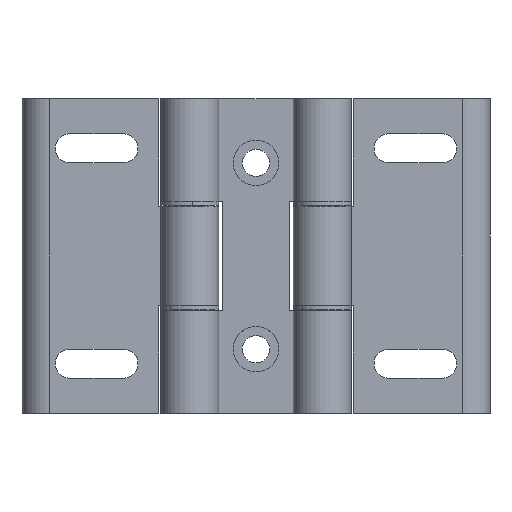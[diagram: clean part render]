
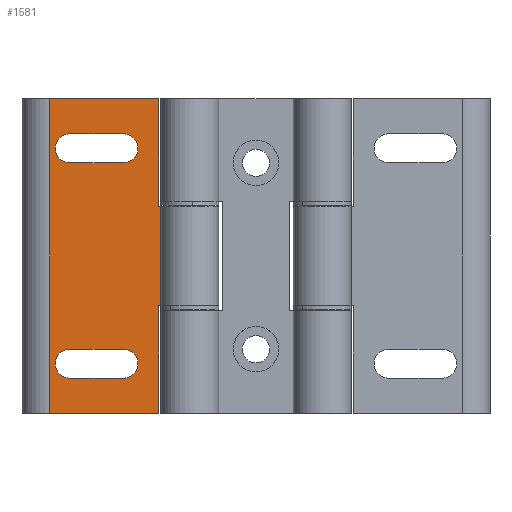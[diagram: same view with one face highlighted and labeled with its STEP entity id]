
A CAD part, top view. The second image highlights one B-rep face of the part: STEP entity #1581.
In plain terms, the highlighted planar face has unit normal (0, 0, 1).
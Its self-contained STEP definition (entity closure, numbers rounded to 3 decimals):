
#1501 = VERTEX_POINT ( 'NONE', #2380 ) ;
#1502 = ORIENTED_EDGE ( 'NONE', *, *, #1606, .T. ) ;
#1507 = VERTEX_POINT ( 'NONE', #2395 ) ;
#1520 = EDGE_CURVE ( 'NONE', #1507, #1570, #1889, .T. ) ;
#1522 = VERTEX_POINT ( 'NONE', #2378 ) ;
#1528 = VERTEX_POINT ( 'NONE', #2398 ) ;
#1533 = VERTEX_POINT ( 'NONE', #2458 ) ;
#1534 = EDGE_LOOP ( 'NONE', ( #1563, #1597, #1502, #1600, #1586, #1598, #1589, #1587 ) ) ;
#1546 = VERTEX_POINT ( 'NONE', #2459 ) ;
#1552 = VERTEX_POINT ( 'NONE', #2462 ) ;
#1555 = VERTEX_POINT ( 'NONE', #2457 ) ;
#1556 = EDGE_CURVE ( 'NONE', #1555, #1567, #2428, .T. ) ;
#1557 = ORIENTED_EDGE ( 'NONE', *, *, #1568, .F. ) ;
#1558 = EDGE_CURVE ( 'NONE', #1560, #1580, #2426, .T. ) ;
#1559 = EDGE_CURVE ( 'NONE', #1552, #1560, #2438, .T. ) ;
#1560 = VERTEX_POINT ( 'NONE', #2447 ) ;
#1561 = ORIENTED_EDGE ( 'NONE', *, *, #1624, .F. ) ;
#1562 = VERTEX_POINT ( 'NONE', #2452 ) ;
#1563 = ORIENTED_EDGE ( 'NONE', *, *, #1590, .T. ) ;
#1564 = EDGE_CURVE ( 'NONE', #1562, #1555, #2435, .T. ) ;
#1565 = ORIENTED_EDGE ( 'NONE', *, *, #1566, .F. ) ;
#1566 = EDGE_CURVE ( 'NONE', #1616, #1562, #2420, .T. ) ;
#1567 = VERTEX_POINT ( 'NONE', #2439 ) ;
#1568 = EDGE_CURVE ( 'NONE', #1567, #1618, #2320, .T. ) ;
#1569 = ORIENTED_EDGE ( 'NONE', *, *, #1564, .F. ) ;
#1570 = VERTEX_POINT ( 'NONE', #2434 ) ;
#1572 = EDGE_LOOP ( 'NONE', ( #1573, #1622, #1623, #1625, #1561 ) ) ;
#1573 = ORIENTED_EDGE ( 'NONE', *, *, #1575, .F. ) ;
#1575 = EDGE_CURVE ( 'NONE', #1580, #1522, #2411, .T. ) ;
#1576 = EDGE_CURVE ( 'NONE', #1579, #1533, #2346, .T. ) ;
#1579 = VERTEX_POINT ( 'NONE', #2485 ) ;
#1580 = VERTEX_POINT ( 'NONE', #2494 ) ;
#1581 = ADVANCED_FACE ( 'NONE', ( #2481, #2497, #2500 ), #2495, .F. ) ;
#1586 = ORIENTED_EDGE ( 'NONE', *, *, #1520, .F. ) ;
#1587 = ORIENTED_EDGE ( 'NONE', *, *, #1576, .T. ) ;
#1588 = EDGE_CURVE ( 'NONE', #1501, #1579, #2490, .T. ) ;
#1589 = ORIENTED_EDGE ( 'NONE', *, *, #1588, .T. ) ;
#1590 = EDGE_CURVE ( 'NONE', #1533, #1599, #2538, .T. ) ;
#1593 = EDGE_CURVE ( 'NONE', #1599, #1603, #2501, .T. ) ;
#1594 = EDGE_CURVE ( 'NONE', #1570, #1528, #2521, .T. ) ;
#1596 = EDGE_CURVE ( 'NONE', #1507, #1501, #2533, .T. ) ;
#1597 = ORIENTED_EDGE ( 'NONE', *, *, #1593, .T. ) ;
#1598 = ORIENTED_EDGE ( 'NONE', *, *, #1596, .T. ) ;
#1599 = VERTEX_POINT ( 'NONE', #2539 ) ;
#1600 = ORIENTED_EDGE ( 'NONE', *, *, #1594, .F. ) ;
#1603 = VERTEX_POINT ( 'NONE', #2530 ) ;
#1605 = ORIENTED_EDGE ( 'NONE', *, *, #1556, .F. ) ;
#1606 = EDGE_CURVE ( 'NONE', #1603, #1528, #2534, .T. ) ;
#1616 = VERTEX_POINT ( 'NONE', #2590 ) ;
#1617 = EDGE_CURVE ( 'NONE', #1618, #1616, #2548, .T. ) ;
#1618 = VERTEX_POINT ( 'NONE', #2547 ) ;
#1619 = EDGE_CURVE ( 'NONE', #1546, #1552, #2546, .T. ) ;
#1620 = EDGE_LOOP ( 'NONE', ( #1605, #1569, #1565, #1621, #1557 ) ) ;
#1621 = ORIENTED_EDGE ( 'NONE', *, *, #1617, .F. ) ;
#1622 = ORIENTED_EDGE ( 'NONE', *, *, #1558, .F. ) ;
#1623 = ORIENTED_EDGE ( 'NONE', *, *, #1559, .F. ) ;
#1624 = EDGE_CURVE ( 'NONE', #1522, #1546, #2602, .T. ) ;
#1625 = ORIENTED_EDGE ( 'NONE', *, *, #1619, .F. ) ;
#1888 = CARTESIAN_POINT ( 'NONE',  ( 33.8, 76., -0.3 ) ) ;
#1889 = LINE ( 'NONE', #1888, #2264 ) ;
#2263 = DIRECTION ( 'NONE',  ( 1., 0., 0. ) ) ;
#2264 = VECTOR ( 'NONE', #2263, 1000. ) ;
#2307 = DIRECTION ( 'NONE',  ( 0., 0., 1. ) ) ;
#2308 = VECTOR ( 'NONE', #2312, 1000. ) ;
#2309 = DIRECTION ( 'NONE',  ( -1., 0., 0. ) ) ;
#2311 = CARTESIAN_POINT ( 'NONE',  ( 16., 8.5, -0.3 ) ) ;
#2312 = DIRECTION ( 'NONE',  ( -1., 0., 0. ) ) ;
#2315 = DIRECTION ( 'NONE',  ( -1., 0., 0. ) ) ;
#2316 = DIRECTION ( 'NONE',  ( 0., 0., 1. ) ) ;
#2320 = CIRCLE ( 'NONE', #2329, 3.5 ) ;
#2329 = AXIS2_PLACEMENT_3D ( 'NONE', #2331, #2316, #2315 ) ;
#2331 = CARTESIAN_POINT ( 'NONE',  ( 29., 64., -0.3 ) ) ;
#2334 = VECTOR ( 'NONE', #2335, 1000. ) ;
#2335 = DIRECTION ( 'NONE',  ( 1., 0., 0. ) ) ;
#2345 = CARTESIAN_POINT ( 'NONE',  ( 6.994, 76., -0.3 ) ) ;
#2346 = LINE ( 'NONE', #2345, #2412 ) ;
#2369 = DIRECTION ( 'NONE',  ( 0., -1., 0. ) ) ;
#2378 = CARTESIAN_POINT ( 'NONE',  ( 29., 8.5, -0.3 ) ) ;
#2380 = CARTESIAN_POINT ( 'NONE',  ( 7.5, 50., -0.3 ) ) ;
#2395 = CARTESIAN_POINT ( 'NONE',  ( 7.5, 76., -0.3 ) ) ;
#2398 = CARTESIAN_POINT ( 'NONE',  ( 33.8, 0., -0.3 ) ) ;
#2411 = LINE ( 'NONE', #2311, #2334 ) ;
#2412 = VECTOR ( 'NONE', #2369, 1000. ) ;
#2419 = CARTESIAN_POINT ( 'NONE',  ( 16., 67.5, -0.3 ) ) ;
#2420 = LINE ( 'NONE', #2419, #2308 ) ;
#2426 = CIRCLE ( 'NONE', #2442, 3.5 ) ;
#2427 = CARTESIAN_POINT ( 'NONE',  ( 29., 60.5, -0.3 ) ) ;
#2428 = LINE ( 'NONE', #2427, #2444 ) ;
#2433 = CARTESIAN_POINT ( 'NONE',  ( 16., 64., -0.3 ) ) ;
#2434 = CARTESIAN_POINT ( 'NONE',  ( 33.8, 76., -0.3 ) ) ;
#2435 = CIRCLE ( 'NONE', #2448, 3.5 ) ;
#2436 = DIRECTION ( 'NONE',  ( -1., 0., 0. ) ) ;
#2437 = VECTOR ( 'NONE', #2436, 1000. ) ;
#2438 = LINE ( 'NONE', #2445, #2437 ) ;
#2439 = CARTESIAN_POINT ( 'NONE',  ( 29., 60.5, -0.3 ) ) ;
#2440 = DIRECTION ( 'NONE',  ( 1., 0., 0. ) ) ;
#2441 = DIRECTION ( 'NONE',  ( 0., 0., 1. ) ) ;
#2442 = AXIS2_PLACEMENT_3D ( 'NONE', #2446, #2441, #2440 ) ;
#2443 = DIRECTION ( 'NONE',  ( 1., 0., 0. ) ) ;
#2444 = VECTOR ( 'NONE', #2443, 1000. ) ;
#2445 = CARTESIAN_POINT ( 'NONE',  ( 29., 15.5, -0.3 ) ) ;
#2446 = CARTESIAN_POINT ( 'NONE',  ( 16., 12., -0.3 ) ) ;
#2447 = CARTESIAN_POINT ( 'NONE',  ( 16., 15.5, -0.3 ) ) ;
#2448 = AXIS2_PLACEMENT_3D ( 'NONE', #2433, #2307, #2309 ) ;
#2452 = CARTESIAN_POINT ( 'NONE',  ( 16., 67.5, -0.3 ) ) ;
#2457 = CARTESIAN_POINT ( 'NONE',  ( 16., 60.5, -0.3 ) ) ;
#2458 = CARTESIAN_POINT ( 'NONE',  ( 6.994, 26., -0.3 ) ) ;
#2459 = CARTESIAN_POINT ( 'NONE',  ( 32.5, 12., -0.3 ) ) ;
#2462 = CARTESIAN_POINT ( 'NONE',  ( 29., 15.5, -0.3 ) ) ;
#2472 = CARTESIAN_POINT ( 'NONE',  ( 33.8, 50., -0.3 ) ) ;
#2481 = FACE_BOUND ( 'NONE', #1572, .T. ) ;
#2484 = DIRECTION ( 'NONE',  ( -1., 0., 0. ) ) ;
#2485 = CARTESIAN_POINT ( 'NONE',  ( 6.994, 50., -0.3 ) ) ;
#2488 = DIRECTION ( 'NONE',  ( -1., 0., 0. ) ) ;
#2489 = VECTOR ( 'NONE', #2488, 1000. ) ;
#2490 = LINE ( 'NONE', #2472, #2489 ) ;
#2494 = CARTESIAN_POINT ( 'NONE',  ( 16., 8.5, -0.3 ) ) ;
#2495 = PLANE ( 'NONE',  #2496 ) ;
#2496 = AXIS2_PLACEMENT_3D ( 'NONE', #2499, #2498, #2484 ) ;
#2497 = FACE_BOUND ( 'NONE', #1620, .T. ) ;
#2498 = DIRECTION ( 'NONE',  ( 0., 0., -1. ) ) ;
#2499 = CARTESIAN_POINT ( 'NONE',  ( 33.8, 76., -0.3 ) ) ;
#2500 = FACE_OUTER_BOUND ( 'NONE', #1534, .T. ) ;
#2501 = LINE ( 'NONE', #2536, #2505 ) ;
#2502 = VECTOR ( 'NONE', #2541, 1000. ) ;
#2503 = CARTESIAN_POINT ( 'NONE',  ( 7.5, 76., -0.3 ) ) ;
#2504 = VECTOR ( 'NONE', #2519, 1000. ) ;
#2505 = VECTOR ( 'NONE', #2537, 1000. ) ;
#2506 = CARTESIAN_POINT ( 'NONE',  ( 33.8, 26., -0.3 ) ) ;
#2507 = DIRECTION ( 'NONE',  ( 1., 0., 0. ) ) ;
#2510 = CARTESIAN_POINT ( 'NONE',  ( 33.8, 0., -0.3 ) ) ;
#2512 = DIRECTION ( 'NONE',  ( 1., 0., 0. ) ) ;
#2518 = CARTESIAN_POINT ( 'NONE',  ( 33.8, 76., -0.3 ) ) ;
#2519 = DIRECTION ( 'NONE',  ( 0., -1., 0. ) ) ;
#2521 = LINE ( 'NONE', #2518, #2504 ) ;
#2522 = VECTOR ( 'NONE', #2507, 1000. ) ;
#2529 = VECTOR ( 'NONE', #2512, 1000. ) ;
#2530 = CARTESIAN_POINT ( 'NONE',  ( 7.5, 0., -0.3 ) ) ;
#2533 = LINE ( 'NONE', #2503, #2502 ) ;
#2534 = LINE ( 'NONE', #2510, #2529 ) ;
#2536 = CARTESIAN_POINT ( 'NONE',  ( 7.5, 76., -0.3 ) ) ;
#2537 = DIRECTION ( 'NONE',  ( 0., -1., 0. ) ) ;
#2538 = LINE ( 'NONE', #2506, #2522 ) ;
#2539 = CARTESIAN_POINT ( 'NONE',  ( 7.5, 26., -0.3 ) ) ;
#2541 = DIRECTION ( 'NONE',  ( 0., -1., 0. ) ) ;
#2544 = DIRECTION ( 'NONE',  ( 1., 0., 0. ) ) ;
#2545 = AXIS2_PLACEMENT_3D ( 'NONE', #2601, #2556, #2544 ) ;
#2546 = CIRCLE ( 'NONE', #2570, 3.5 ) ;
#2547 = CARTESIAN_POINT ( 'NONE',  ( 32.5, 64., -0.3 ) ) ;
#2548 = CIRCLE ( 'NONE', #2557, 3.5 ) ;
#2553 = DIRECTION ( 'NONE',  ( 1., 0., 0. ) ) ;
#2556 = DIRECTION ( 'NONE',  ( 0., 0., 1. ) ) ;
#2557 = AXIS2_PLACEMENT_3D ( 'NONE', #2599, #2572, #2571 ) ;
#2570 = AXIS2_PLACEMENT_3D ( 'NONE', #2600, #2589, #2553 ) ;
#2571 = DIRECTION ( 'NONE',  ( -1., 0., 0. ) ) ;
#2572 = DIRECTION ( 'NONE',  ( 0., 0., 1. ) ) ;
#2589 = DIRECTION ( 'NONE',  ( 0., 0., 1. ) ) ;
#2590 = CARTESIAN_POINT ( 'NONE',  ( 29., 67.5, -0.3 ) ) ;
#2599 = CARTESIAN_POINT ( 'NONE',  ( 29., 64., -0.3 ) ) ;
#2600 = CARTESIAN_POINT ( 'NONE',  ( 29., 12., -0.3 ) ) ;
#2601 = CARTESIAN_POINT ( 'NONE',  ( 29., 12., -0.3 ) ) ;
#2602 = CIRCLE ( 'NONE', #2545, 3.5 ) ;
